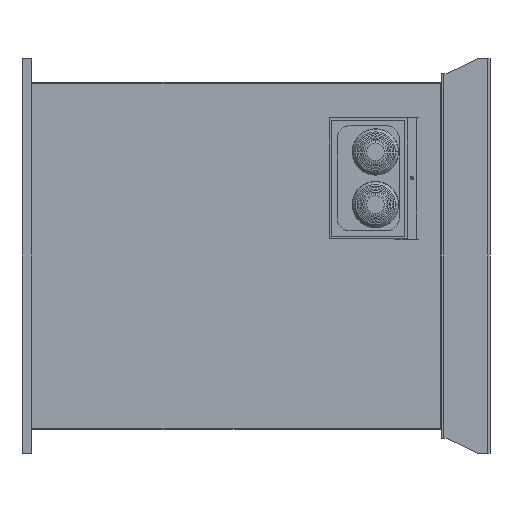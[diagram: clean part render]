
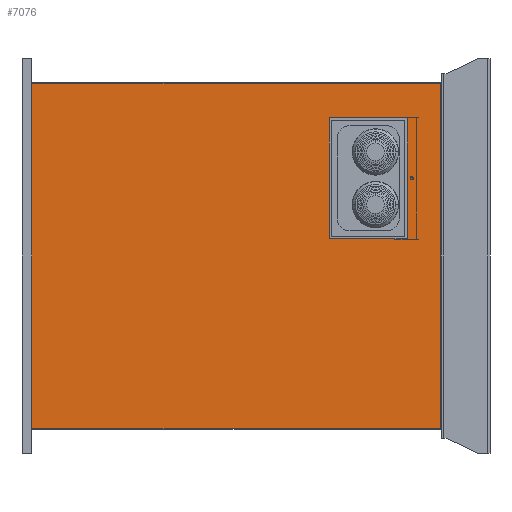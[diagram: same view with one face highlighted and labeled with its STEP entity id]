
A CAD part, left-side view. The second image highlights one B-rep face of the part: STEP entity #7076.
In plain terms, the highlighted planar face has unit normal (-1, 0, 0).
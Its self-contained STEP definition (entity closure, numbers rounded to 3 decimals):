
#29 = ORIENTED_EDGE ( 'NONE', *, *, #7710, .F. ) ;
#274 = VECTOR ( 'NONE', #2316, 1000. ) ;
#463 = CARTESIAN_POINT ( 'NONE',  ( -425., -1.5, 355. ) ) ;
#628 = DIRECTION ( 'NONE',  ( 0., 0., -1. ) ) ;
#817 = CARTESIAN_POINT ( 'NONE',  ( -425., 838.7, 355. ) ) ;
#883 = CARTESIAN_POINT ( 'NONE',  ( -425., 78.5, 283.5 ) ) ;
#1017 = DIRECTION ( 'NONE',  ( 1., 0., 0. ) ) ;
#1187 = CARTESIAN_POINT ( 'NONE',  ( -425., 68.5, 283.5 ) ) ;
#1339 = LINE ( 'NONE', #6160, #8592 ) ;
#1364 = VERTEX_POINT ( 'NONE', #5017 ) ;
#1595 = DIRECTION ( 'NONE',  ( 0., 1., 0. ) ) ;
#1633 = VECTOR ( 'NONE', #6260, 1000. ) ;
#1687 = LINE ( 'NONE', #7050, #4271 ) ;
#1693 = VERTEX_POINT ( 'NONE', #1187 ) ;
#1833 = EDGE_LOOP ( 'NONE', ( #2966, #4144, #3631, #2977 ) ) ;
#1923 = DIRECTION ( 'NONE',  ( 0., -1., 0. ) ) ;
#2084 = DIRECTION ( 'NONE',  ( 0., 0., -1. ) ) ;
#2316 = DIRECTION ( 'NONE',  ( 0., 0., 1. ) ) ;
#2338 = EDGE_CURVE ( 'NONE', #2582, #1364, #6287, .T. ) ;
#2476 = VERTEX_POINT ( 'NONE', #4053 ) ;
#2512 = CARTESIAN_POINT ( 'NONE',  ( -425., 228.5, 35.5 ) ) ;
#2580 = VERTEX_POINT ( 'NONE', #817 ) ;
#2582 = VERTEX_POINT ( 'NONE', #6950 ) ;
#2808 = ORIENTED_EDGE ( 'NONE', *, *, #5497, .F. ) ;
#2966 = ORIENTED_EDGE ( 'NONE', *, *, #6451, .T. ) ;
#2977 = ORIENTED_EDGE ( 'NONE', *, *, #6428, .T. ) ;
#3033 = PLANE ( 'NONE',  #7477 ) ;
#3597 = DIRECTION ( 'NONE',  ( 0., 0., -1. ) ) ;
#3631 = ORIENTED_EDGE ( 'NONE', *, *, #4396, .T. ) ;
#3744 = VERTEX_POINT ( 'NONE', #2512 ) ;
#4053 = CARTESIAN_POINT ( 'NONE',  ( -425., 68.5, 35.5 ) ) ;
#4103 = VECTOR ( 'NONE', #5239, 1000. ) ;
#4144 = ORIENTED_EDGE ( 'NONE', *, *, #4565, .T. ) ;
#4252 = EDGE_CURVE ( 'NONE', #2580, #2582, #1339, .T. ) ;
#4271 = VECTOR ( 'NONE', #3597, 1000. ) ;
#4396 = EDGE_CURVE ( 'NONE', #8245, #1693, #8375, .T. ) ;
#4565 = EDGE_CURVE ( 'NONE', #3744, #8245, #4751, .T. ) ;
#4751 = LINE ( 'NONE', #7843, #274 ) ;
#5011 = LINE ( 'NONE', #5063, #8417 ) ;
#5017 = CARTESIAN_POINT ( 'NONE',  ( -425., -1.5, -355. ) ) ;
#5063 = CARTESIAN_POINT ( 'NONE',  ( -425., 218.5, 35.5 ) ) ;
#5232 = FACE_BOUND ( 'NONE', #1833, .T. ) ;
#5239 = DIRECTION ( 'NONE',  ( 0., -1., 0. ) ) ;
#5497 = EDGE_CURVE ( 'NONE', #2580, #6325, #7829, .T. ) ;
#6022 = EDGE_LOOP ( 'NONE', ( #7254, #29, #2808, #8197 ) ) ;
#6160 = CARTESIAN_POINT ( 'NONE',  ( -425., 838.7, 355. ) ) ;
#6199 = FACE_OUTER_BOUND ( 'NONE', #6022, .T. ) ;
#6260 = DIRECTION ( 'NONE',  ( 0., -1., 0. ) ) ;
#6287 = LINE ( 'NONE', #8789, #7022 ) ;
#6325 = VERTEX_POINT ( 'NONE', #6446 ) ;
#6428 = EDGE_CURVE ( 'NONE', #1693, #2476, #1687, .T. ) ;
#6446 = CARTESIAN_POINT ( 'NONE',  ( -425., -1.5, 355. ) ) ;
#6451 = EDGE_CURVE ( 'NONE', #2476, #3744, #5011, .T. ) ;
#6490 = LINE ( 'NONE', #8123, #7139 ) ;
#6582 = CARTESIAN_POINT ( 'NONE',  ( -425., 228.5, 283.5 ) ) ;
#6950 = CARTESIAN_POINT ( 'NONE',  ( -425., 838.7, -355. ) ) ;
#7022 = VECTOR ( 'NONE', #1923, 1000. ) ;
#7050 = CARTESIAN_POINT ( 'NONE',  ( -425., 68.5, 45.5 ) ) ;
#7076 = ADVANCED_FACE ( 'NONE', ( #6199, #5232 ), #3033, .F. ) ;
#7139 = VECTOR ( 'NONE', #628, 1000. ) ;
#7182 = DIRECTION ( 'NONE',  ( 0., 0., -1. ) ) ;
#7254 = ORIENTED_EDGE ( 'NONE', *, *, #2338, .T. ) ;
#7477 = AXIS2_PLACEMENT_3D ( 'NONE', #7768, #1017, #7182 ) ;
#7710 = EDGE_CURVE ( 'NONE', #6325, #1364, #6490, .T. ) ;
#7768 = CARTESIAN_POINT ( 'NONE',  ( -425., -1.5, 355. ) ) ;
#7829 = LINE ( 'NONE', #463, #4103 ) ;
#7843 = CARTESIAN_POINT ( 'NONE',  ( -425., 228.5, 273.5 ) ) ;
#8123 = CARTESIAN_POINT ( 'NONE',  ( -425., -1.5, 355. ) ) ;
#8197 = ORIENTED_EDGE ( 'NONE', *, *, #4252, .T. ) ;
#8245 = VERTEX_POINT ( 'NONE', #6582 ) ;
#8375 = LINE ( 'NONE', #883, #1633 ) ;
#8417 = VECTOR ( 'NONE', #1595, 1000. ) ;
#8592 = VECTOR ( 'NONE', #2084, 1000. ) ;
#8789 = CARTESIAN_POINT ( 'NONE',  ( -425., -1.5, -355. ) ) ;
